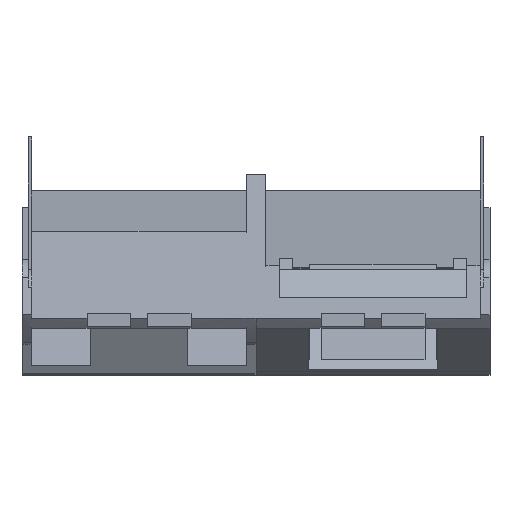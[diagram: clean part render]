
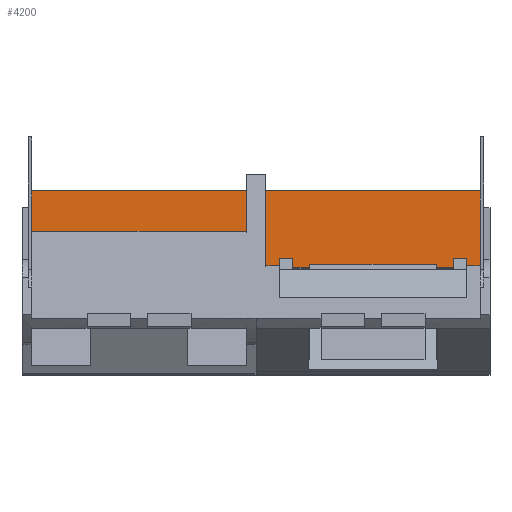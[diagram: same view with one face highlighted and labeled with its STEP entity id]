
A CAD part, top view. The second image highlights one B-rep face of the part: STEP entity #4200.
In plain terms, the highlighted planar face has unit normal (0, 0, 1).
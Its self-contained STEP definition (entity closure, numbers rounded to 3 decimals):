
#4171=AXIS2_PLACEMENT_3D('Plane Axis2P3D',#4168,#4169,#4170) ;
#938=CARTESIAN_POINT('Vertex',(0.95,2.745,1.)) ;
#942=CARTESIAN_POINT('Control Point',(0.95,2.745,1.)) ;
#943=CARTESIAN_POINT('Control Point',(0.95,5.748,1.)) ;
#944=CARTESIAN_POINT('Control Point',(0.95,8.752,1.)) ;
#945=CARTESIAN_POINT('Control Point',(0.95,11.755,1.)) ;
#946=CARTESIAN_POINT('Control Point',(0.95,14.758,1.)) ;
#947=CARTESIAN_POINT('Control Point',(0.95,17.762,1.)) ;
#948=CARTESIAN_POINT('Vertex',(0.95,17.762,1.)) ;
#2718=CARTESIAN_POINT('Vertex',(44.05,17.762,1.)) ;
#2722=CARTESIAN_POINT('Control Point',(44.05,2.745,1.)) ;
#2723=CARTESIAN_POINT('Control Point',(44.05,5.748,1.)) ;
#2724=CARTESIAN_POINT('Control Point',(44.05,8.752,1.)) ;
#2725=CARTESIAN_POINT('Control Point',(44.05,11.755,1.)) ;
#2726=CARTESIAN_POINT('Control Point',(44.05,14.758,1.)) ;
#2727=CARTESIAN_POINT('Control Point',(44.05,17.762,1.)) ;
#2728=CARTESIAN_POINT('Vertex',(44.05,2.745,1.)) ;
#4155=CARTESIAN_POINT('Line Origine',(22.5,2.745,1.)) ;
#4168=CARTESIAN_POINT('Axis2P3D Location',(33.75,2.745,1.)) ;
#4173=CARTESIAN_POINT('Line Origine',(33.575,17.762,1.)) ;
#4177=CARTESIAN_POINT('Vertex',(23.1,17.762,1.)) ;
#4180=CARTESIAN_POINT('Line Origine',(22.5,17.762,1.)) ;
#4184=CARTESIAN_POINT('Vertex',(21.9,17.762,1.)) ;
#4187=CARTESIAN_POINT('Line Origine',(11.425,17.762,1.)) ;
#4156=DIRECTION('Vector Direction',(1.,0.,0.)) ;
#4169=DIRECTION('Axis2P3D Direction',(0.,0.,1.)) ;
#4170=DIRECTION('Axis2P3D XDirection',(0.,1.,0.)) ;
#4174=DIRECTION('Vector Direction',(1.,0.,0.)) ;
#4181=DIRECTION('Vector Direction',(-1.,0.,0.)) ;
#4188=DIRECTION('Vector Direction',(1.,0.,0.)) ;
#4157=VECTOR('Line Direction',#4156,1.) ;
#4175=VECTOR('Line Direction',#4174,1.) ;
#4182=VECTOR('Line Direction',#4181,1.) ;
#4189=VECTOR('Line Direction',#4188,1.) ;
#4193=ORIENTED_EDGE('',*,*,#4179,.T.) ;
#4194=ORIENTED_EDGE('',*,*,#4186,.T.) ;
#4195=ORIENTED_EDGE('',*,*,#4191,.T.) ;
#4196=ORIENTED_EDGE('',*,*,#950,.F.) ;
#4197=ORIENTED_EDGE('',*,*,#4159,.F.) ;
#4198=ORIENTED_EDGE('',*,*,#2730,.F.) ;
#4200=ADVANCED_FACE('SIDE',(#4199),#4172,.T.) ;
#941=B_SPLINE_CURVE_WITH_KNOTS('',5,(#942,#943,#944,#945,#946,#947),.UNSPECIFIED.,.F.,.U.,(6,6),(0.,15.017),.UNSPECIFIED.) ;
#2721=B_SPLINE_CURVE_WITH_KNOTS('',5,(#2722,#2723,#2724,#2725,#2726,#2727),.UNSPECIFIED.,.F.,.U.,(6,6),(0.,15.017),.UNSPECIFIED.) ;
#950=EDGE_CURVE('',#939,#949,#941,.T.) ;
#2730=EDGE_CURVE('',#2719,#2729,#2721,.F.) ;
#4159=EDGE_CURVE('',#2729,#939,#4158,.F.) ;
#4179=EDGE_CURVE('',#2719,#4178,#4176,.F.) ;
#4186=EDGE_CURVE('',#4178,#4185,#4183,.T.) ;
#4191=EDGE_CURVE('',#4185,#949,#4190,.F.) ;
#4192=EDGE_LOOP('',(#4193,#4194,#4195,#4196,#4197,#4198)) ;
#4199=FACE_OUTER_BOUND('',#4192,.T.) ;
#4158=LINE('Line',#4155,#4157) ;
#4176=LINE('Line',#4173,#4175) ;
#4183=LINE('Line',#4180,#4182) ;
#4190=LINE('Line',#4187,#4189) ;
#4172=PLANE('',#4171) ;
#939=VERTEX_POINT('',#938) ;
#949=VERTEX_POINT('',#948) ;
#2719=VERTEX_POINT('',#2718) ;
#2729=VERTEX_POINT('',#2728) ;
#4178=VERTEX_POINT('',#4177) ;
#4185=VERTEX_POINT('',#4184) ;
